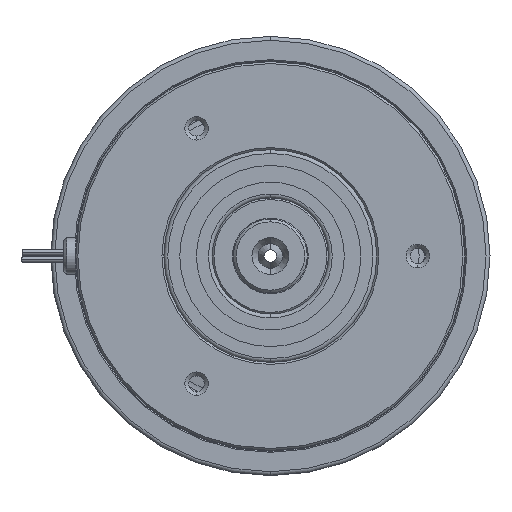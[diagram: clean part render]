
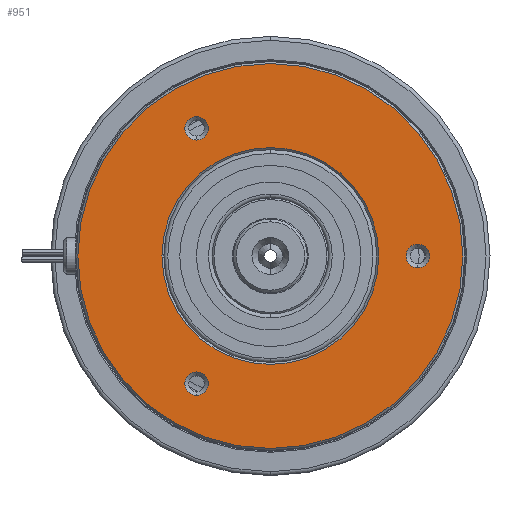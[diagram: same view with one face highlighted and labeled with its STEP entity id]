
A CAD part, left-side view. The second image highlights one B-rep face of the part: STEP entity #951.
In plain terms, the highlighted planar face has unit normal (-1, 0, 0).
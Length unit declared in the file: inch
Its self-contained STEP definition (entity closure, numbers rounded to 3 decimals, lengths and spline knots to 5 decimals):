
#96 = ORIENTED_EDGE ( 'NONE', *, *, #12023, .F. ) ;
#247 = EDGE_CURVE ( 'NONE', #9254, #1160, #2886, .T. ) ;
#951 = ADVANCED_FACE ( 'NONE', ( #8613, #11541, #5271, #14859, #1921 ), #3918, .F. ) ;
#996 = CARTESIAN_POINT ( 'NONE',  ( -2.45981, 0.75, -1.29904 ) ) ;
#1160 = VERTEX_POINT ( 'NONE', #16048 ) ;
#1471 = EDGE_LOOP ( 'NONE', ( #13453, #7610 ) ) ;
#1586 = CARTESIAN_POINT ( 'NONE',  ( -2.45981, -1.5, 0. ) ) ;
#1643 = DIRECTION ( 'NONE',  ( -1., 0., 0. ) ) ;
#1754 = AXIS2_PLACEMENT_3D ( 'NONE', #1586, #10336, #2833 ) ;
#1921 = FACE_BOUND ( 'NONE', #7867, .T. ) ;
#2000 = AXIS2_PLACEMENT_3D ( 'NONE', #6328, #15075, #7609 ) ;
#2200 = CARTESIAN_POINT ( 'NONE',  ( -2.45981, 0.75, 1.17954 ) ) ;
#2267 = CARTESIAN_POINT ( 'NONE',  ( -2.45981, 0., 0. ) ) ;
#2271 = DIRECTION ( 'NONE',  ( 0., 0., 1. ) ) ;
#2285 = ORIENTED_EDGE ( 'NONE', *, *, #14309, .T. ) ;
#2298 = EDGE_CURVE ( 'NONE', #10013, #11623, #9336, .T. ) ;
#2339 = DIRECTION ( 'NONE',  ( -1., 0., 0. ) ) ;
#2676 = CARTESIAN_POINT ( 'NONE',  ( -2.45981, 0., 1.10245 ) ) ;
#2678 = DIRECTION ( 'NONE',  ( 1., 0., 0. ) ) ;
#2684 = EDGE_CURVE ( 'NONE', #7521, #8305, #5226, .T. ) ;
#2751 = CARTESIAN_POINT ( 'NONE',  ( -2.45981, 0.75, -1.17954 ) ) ;
#2833 = DIRECTION ( 'NONE',  ( 0., 0., 1. ) ) ;
#2886 = CIRCLE ( 'NONE', #1754, 0.1195 ) ;
#3541 = DIRECTION ( 'NONE',  ( 0., 0., -1. ) ) ;
#3696 = DIRECTION ( 'NONE',  ( -1., 0., 0. ) ) ;
#3918 = PLANE ( 'NONE',  #9857 ) ;
#4067 = ORIENTED_EDGE ( 'NONE', *, *, #2298, .T. ) ;
#4198 = DIRECTION ( 'NONE',  ( -1., 0., 0. ) ) ;
#4443 = EDGE_CURVE ( 'NONE', #8305, #7521, #11619, .T. ) ;
#4653 = ORIENTED_EDGE ( 'NONE', *, *, #2684, .F. ) ;
#4814 = EDGE_LOOP ( 'NONE', ( #2285, #12649 ) ) ;
#5204 = EDGE_CURVE ( 'NONE', #11623, #10013, #15271, .T. ) ;
#5226 = CIRCLE ( 'NONE', #5685, 0.1195 ) ;
#5271 = FACE_BOUND ( 'NONE', #6711, .T. ) ;
#5685 = AXIS2_PLACEMENT_3D ( 'NONE', #996, #9768, #2271 ) ;
#5888 = CARTESIAN_POINT ( 'NONE',  ( -2.45981, 0., -1.10245 ) ) ;
#6328 = CARTESIAN_POINT ( 'NONE',  ( -2.45981, -1.5, 0. ) ) ;
#6377 = CARTESIAN_POINT ( 'NONE',  ( -2.45981, -1.5, 0.1195 ) ) ;
#6621 = CARTESIAN_POINT ( 'NONE',  ( -2.45981, 0., 0. ) ) ;
#6711 = EDGE_LOOP ( 'NONE', ( #15988, #96 ) ) ;
#6997 = CARTESIAN_POINT ( 'NONE',  ( -2.45981, 0.75, -1.41854 ) ) ;
#7102 = CARTESIAN_POINT ( 'NONE',  ( -2.45981, 0., 0. ) ) ;
#7521 = VERTEX_POINT ( 'NONE', #6997 ) ;
#7609 = DIRECTION ( 'NONE',  ( 0., 0., 1. ) ) ;
#7610 = ORIENTED_EDGE ( 'NONE', *, *, #13299, .F. ) ;
#7867 = EDGE_LOOP ( 'NONE', ( #14232, #4653 ) ) ;
#7871 = DIRECTION ( 'NONE',  ( 0., 0., -1. ) ) ;
#8126 = CIRCLE ( 'NONE', #11248, 0.1195 ) ;
#8305 = VERTEX_POINT ( 'NONE', #2751 ) ;
#8364 = DIRECTION ( 'NONE',  ( 0., 0., -1. ) ) ;
#8613 = FACE_BOUND ( 'NONE', #13420, .T. ) ;
#8717 = CIRCLE ( 'NONE', #11057, 1.95775 ) ;
#9107 = AXIS2_PLACEMENT_3D ( 'NONE', #11167, #3696, #12413 ) ;
#9129 = CARTESIAN_POINT ( 'NONE',  ( -2.45981, 0., 0. ) ) ;
#9254 = VERTEX_POINT ( 'NONE', #6377 ) ;
#9336 = CIRCLE ( 'NONE', #14717, 1.10245 ) ;
#9448 = CARTESIAN_POINT ( 'NONE',  ( -2.45981, 0., 1.95775 ) ) ;
#9720 = VERTEX_POINT ( 'NONE', #12360 ) ;
#9768 = DIRECTION ( 'NONE',  ( -1., 0., 0. ) ) ;
#9843 = CARTESIAN_POINT ( 'NONE',  ( -2.45981, 0.75, 1.29904 ) ) ;
#9857 = AXIS2_PLACEMENT_3D ( 'NONE', #10189, #2678, #11459 ) ;
#9898 = VERTEX_POINT ( 'NONE', #9448 ) ;
#10013 = VERTEX_POINT ( 'NONE', #5888 ) ;
#10189 = CARTESIAN_POINT ( 'NONE',  ( -2.45981, 0., 0. ) ) ;
#10336 = DIRECTION ( 'NONE',  ( -1., 0., 0. ) ) ;
#10391 = DIRECTION ( 'NONE',  ( 0., 0., -1. ) ) ;
#10617 = VERTEX_POINT ( 'NONE', #13313 ) ;
#10674 = EDGE_CURVE ( 'NONE', #9898, #9720, #11549, .T. ) ;
#11031 = DIRECTION ( 'NONE',  ( -1., 0., 0. ) ) ;
#11057 = AXIS2_PLACEMENT_3D ( 'NONE', #9129, #1643, #10391 ) ;
#11109 = DIRECTION ( 'NONE',  ( 0., 0., 1. ) ) ;
#11167 = CARTESIAN_POINT ( 'NONE',  ( -2.45981, 0.75, -1.29904 ) ) ;
#11248 = AXIS2_PLACEMENT_3D ( 'NONE', #11691, #4198, #12920 ) ;
#11264 = CIRCLE ( 'NONE', #2000, 0.1195 ) ;
#11303 = CIRCLE ( 'NONE', #15926, 0.1195 ) ;
#11374 = VERTEX_POINT ( 'NONE', #2200 ) ;
#11459 = DIRECTION ( 'NONE',  ( 0., 0., -1. ) ) ;
#11541 = FACE_OUTER_BOUND ( 'NONE', #4814, .T. ) ;
#11549 = CIRCLE ( 'NONE', #13640, 1.95775 ) ;
#11619 = CIRCLE ( 'NONE', #9107, 0.1195 ) ;
#11623 = VERTEX_POINT ( 'NONE', #2676 ) ;
#11691 = CARTESIAN_POINT ( 'NONE',  ( -2.45981, 0.75, 1.29904 ) ) ;
#11882 = ORIENTED_EDGE ( 'NONE', *, *, #5204, .T. ) ;
#12023 = EDGE_CURVE ( 'NONE', #11374, #10617, #11303, .T. ) ;
#12360 = CARTESIAN_POINT ( 'NONE',  ( -2.45981, 0., -1.95775 ) ) ;
#12413 = DIRECTION ( 'NONE',  ( 0., 0., 1. ) ) ;
#12649 = ORIENTED_EDGE ( 'NONE', *, *, #10674, .T. ) ;
#12920 = DIRECTION ( 'NONE',  ( 0., 0., 1. ) ) ;
#13299 = EDGE_CURVE ( 'NONE', #1160, #9254, #11264, .T. ) ;
#13313 = CARTESIAN_POINT ( 'NONE',  ( -2.45981, 0.75, 1.41854 ) ) ;
#13343 = EDGE_CURVE ( 'NONE', #10617, #11374, #8126, .T. ) ;
#13420 = EDGE_LOOP ( 'NONE', ( #11882, #4067 ) ) ;
#13453 = ORIENTED_EDGE ( 'NONE', *, *, #247, .F. ) ;
#13640 = AXIS2_PLACEMENT_3D ( 'NONE', #2267, #11031, #3541 ) ;
#14232 = ORIENTED_EDGE ( 'NONE', *, *, #4443, .F. ) ;
#14309 = EDGE_CURVE ( 'NONE', #9720, #9898, #8717, .T. ) ;
#14717 = AXIS2_PLACEMENT_3D ( 'NONE', #7102, #15814, #8364 ) ;
#14859 = FACE_BOUND ( 'NONE', #1471, .T. ) ;
#14890 = AXIS2_PLACEMENT_3D ( 'NONE', #6621, #15343, #7871 ) ;
#15075 = DIRECTION ( 'NONE',  ( -1., 0., 0. ) ) ;
#15271 = CIRCLE ( 'NONE', #14890, 1.10245 ) ;
#15343 = DIRECTION ( 'NONE',  ( 1., 0., 0. ) ) ;
#15814 = DIRECTION ( 'NONE',  ( 1., 0., 0. ) ) ;
#15926 = AXIS2_PLACEMENT_3D ( 'NONE', #9843, #2339, #11109 ) ;
#15988 = ORIENTED_EDGE ( 'NONE', *, *, #13343, .F. ) ;
#16048 = CARTESIAN_POINT ( 'NONE',  ( -2.45981, -1.5, -0.1195 ) ) ;
